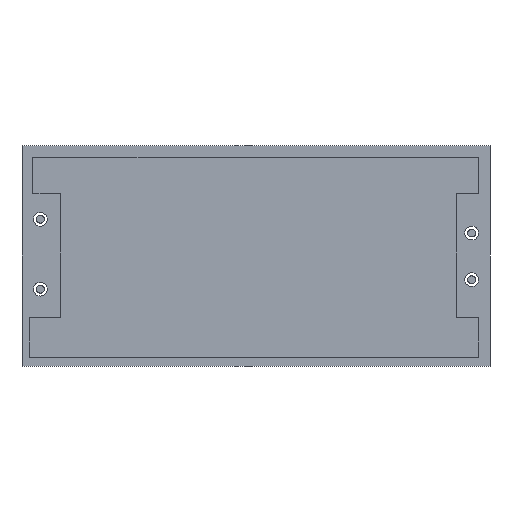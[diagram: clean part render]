
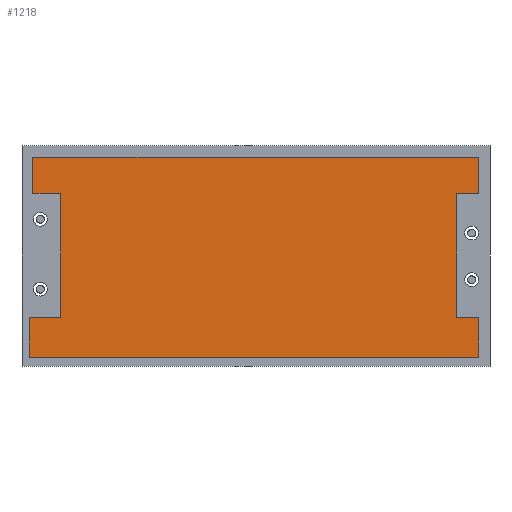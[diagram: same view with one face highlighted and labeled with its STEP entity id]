
A CAD part, front view. The second image highlights one B-rep face of the part: STEP entity #1218.
In plain terms, the highlighted planar face has unit normal (0, -1, 0).
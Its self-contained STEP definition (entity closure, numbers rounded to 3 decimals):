
#154 = CARTESIAN_POINT ( 'NONE',  ( 0., -2., -11.048 ) ) ;
#173 = EDGE_CURVE ( 'NONE', #6048, #2091, #3171, .T. ) ;
#214 = VERTEX_POINT ( 'NONE', #1668 ) ;
#424 = VERTEX_POINT ( 'NONE', #4340 ) ;
#452 = CARTESIAN_POINT ( 'NONE',  ( -24.326, -2., 6.797 ) ) ;
#457 = DIRECTION ( 'NONE',  ( 1., 0., 0. ) ) ;
#465 = EDGE_CURVE ( 'NONE', #2771, #2091, #1938, .T. ) ;
#504 = VECTOR ( 'NONE', #5348, 1000. ) ;
#521 = DIRECTION ( 'NONE',  ( 1., 0., 0. ) ) ;
#576 = DIRECTION ( 'NONE',  ( 0., 0., -1. ) ) ;
#639 = CARTESIAN_POINT ( 'NONE',  ( 0., -2., -6.692 ) ) ;
#701 = DIRECTION ( 'NONE',  ( 1., 0., 0. ) ) ;
#730 = VECTOR ( 'NONE', #457, 1000. ) ;
#766 = EDGE_CURVE ( 'NONE', #424, #3701, #2927, .T. ) ;
#799 = ORIENTED_EDGE ( 'NONE', *, *, #834, .T. ) ;
#804 = CARTESIAN_POINT ( 'NONE',  ( 0., -2., 10.785 ) ) ;
#834 = EDGE_CURVE ( 'NONE', #4372, #3761, #5431, .T. ) ;
#875 = DIRECTION ( 'NONE',  ( 0., 0., -1. ) ) ;
#883 = EDGE_LOOP ( 'NONE', ( #2521, #2254, #799, #5819, #2456, #4657, #4735, #6256, #2673, #3921, #3680, #1688 ) ) ;
#968 = CARTESIAN_POINT ( 'NONE',  ( -24.694, -2., 0. ) ) ;
#1030 = EDGE_CURVE ( 'NONE', #4372, #4354, #2394, .T. ) ;
#1053 = DIRECTION ( 'NONE',  ( 1., 0., 0. ) ) ;
#1154 = CARTESIAN_POINT ( 'NONE',  ( -21.282, -2., 6.797 ) ) ;
#1218 = ADVANCED_FACE ( 'NONE', ( #4651 ), #4474, .T. ) ;
#1429 = EDGE_CURVE ( 'NONE', #424, #214, #6267, .T. ) ;
#1528 = LINE ( 'NONE', #154, #3915 ) ;
#1584 = CARTESIAN_POINT ( 'NONE',  ( 0., -2., -6.692 ) ) ;
#1663 = CARTESIAN_POINT ( 'NONE',  ( -24.326, -2., 10.785 ) ) ;
#1668 = CARTESIAN_POINT ( 'NONE',  ( 24.274, -2., 6.797 ) ) ;
#1688 = ORIENTED_EDGE ( 'NONE', *, *, #1429, .T. ) ;
#1878 = DIRECTION ( 'NONE',  ( 1., 0., 0. ) ) ;
#1938 = LINE ( 'NONE', #6315, #5733 ) ;
#1947 = EDGE_CURVE ( 'NONE', #3701, #4711, #5882, .T. ) ;
#2091 = VERTEX_POINT ( 'NONE', #3621 ) ;
#2111 = CARTESIAN_POINT ( 'NONE',  ( 24.274, -2., -11.048 ) ) ;
#2254 = ORIENTED_EDGE ( 'NONE', *, *, #1030, .F. ) ;
#2354 = CARTESIAN_POINT ( 'NONE',  ( -24.694, -2., -11.048 ) ) ;
#2394 = LINE ( 'NONE', #804, #3863 ) ;
#2456 = ORIENTED_EDGE ( 'NONE', *, *, #465, .T. ) ;
#2521 = ORIENTED_EDGE ( 'NONE', *, *, #4909, .F. ) ;
#2549 = CARTESIAN_POINT ( 'NONE',  ( 21.859, -2., -6.692 ) ) ;
#2598 = CARTESIAN_POINT ( 'NONE',  ( 24.274, -2., 10.785 ) ) ;
#2673 = ORIENTED_EDGE ( 'NONE', *, *, #2973, .T. ) ;
#2689 = EDGE_CURVE ( 'NONE', #4918, #3655, #1528, .T. ) ;
#2771 = VERTEX_POINT ( 'NONE', #1154 ) ;
#2927 = LINE ( 'NONE', #4400, #6422 ) ;
#2930 = VECTOR ( 'NONE', #6371, 1000. ) ;
#2973 = EDGE_CURVE ( 'NONE', #3655, #4711, #5635, .T. ) ;
#3143 = VECTOR ( 'NONE', #3359, 1000. ) ;
#3171 = LINE ( 'NONE', #639, #4959 ) ;
#3359 = DIRECTION ( 'NONE',  ( 0., 0., 1. ) ) ;
#3596 = CARTESIAN_POINT ( 'NONE',  ( 24.274, -2., -6.692 ) ) ;
#3621 = CARTESIAN_POINT ( 'NONE',  ( -21.282, -2., -6.692 ) ) ;
#3655 = VERTEX_POINT ( 'NONE', #2111 ) ;
#3680 = ORIENTED_EDGE ( 'NONE', *, *, #766, .F. ) ;
#3687 = LINE ( 'NONE', #5357, #730 ) ;
#3701 = VERTEX_POINT ( 'NONE', #2549 ) ;
#3761 = VERTEX_POINT ( 'NONE', #452 ) ;
#3833 = DIRECTION ( 'NONE',  ( 0., 0., -1. ) ) ;
#3863 = VECTOR ( 'NONE', #1878, 1000. ) ;
#3915 = VECTOR ( 'NONE', #1053, 1000. ) ;
#3921 = ORIENTED_EDGE ( 'NONE', *, *, #1947, .F. ) ;
#3922 = DIRECTION ( 'NONE',  ( 0., 0., 1. ) ) ;
#3938 = LINE ( 'NONE', #968, #4958 ) ;
#4032 = CARTESIAN_POINT ( 'NONE',  ( -24.694, -2., -6.692 ) ) ;
#4096 = VECTOR ( 'NONE', #875, 1000. ) ;
#4340 = CARTESIAN_POINT ( 'NONE',  ( 21.859, -2., 6.797 ) ) ;
#4354 = VERTEX_POINT ( 'NONE', #2598 ) ;
#4372 = VERTEX_POINT ( 'NONE', #1663 ) ;
#4400 = CARTESIAN_POINT ( 'NONE',  ( 21.859, -2., 0. ) ) ;
#4471 = LINE ( 'NONE', #5319, #504 ) ;
#4474 = PLANE ( 'NONE',  #5791 ) ;
#4559 = VECTOR ( 'NONE', #521, 1000. ) ;
#4574 = EDGE_CURVE ( 'NONE', #3761, #2771, #3687, .T. ) ;
#4651 = FACE_OUTER_BOUND ( 'NONE', #883, .T. ) ;
#4657 = ORIENTED_EDGE ( 'NONE', *, *, #173, .F. ) ;
#4711 = VERTEX_POINT ( 'NONE', #3596 ) ;
#4735 = ORIENTED_EDGE ( 'NONE', *, *, #5034, .F. ) ;
#4905 = CARTESIAN_POINT ( 'NONE',  ( -24.326, -2., 0. ) ) ;
#4909 = EDGE_CURVE ( 'NONE', #4354, #214, #4471, .T. ) ;
#4918 = VERTEX_POINT ( 'NONE', #2354 ) ;
#4945 = DIRECTION ( 'NONE',  ( 0., 0., -1. ) ) ;
#4958 = VECTOR ( 'NONE', #3922, 1000. ) ;
#4959 = VECTOR ( 'NONE', #701, 1000. ) ;
#5003 = CARTESIAN_POINT ( 'NONE',  ( 0., -2., 0. ) ) ;
#5034 = EDGE_CURVE ( 'NONE', #4918, #6048, #3938, .T. ) ;
#5319 = CARTESIAN_POINT ( 'NONE',  ( 24.274, -2., 0. ) ) ;
#5348 = DIRECTION ( 'NONE',  ( 0., 0., -1. ) ) ;
#5355 = CARTESIAN_POINT ( 'NONE',  ( 0., -2., 6.797 ) ) ;
#5357 = CARTESIAN_POINT ( 'NONE',  ( 0., -2., 6.797 ) ) ;
#5431 = LINE ( 'NONE', #4905, #4096 ) ;
#5533 = DIRECTION ( 'NONE',  ( 0., -1., 0. ) ) ;
#5635 = LINE ( 'NONE', #5890, #3143 ) ;
#5733 = VECTOR ( 'NONE', #3833, 1000. ) ;
#5791 = AXIS2_PLACEMENT_3D ( 'NONE', #5003, #5533, #576 ) ;
#5819 = ORIENTED_EDGE ( 'NONE', *, *, #4574, .T. ) ;
#5882 = LINE ( 'NONE', #1584, #4559 ) ;
#5890 = CARTESIAN_POINT ( 'NONE',  ( 24.274, -2., 0. ) ) ;
#6048 = VERTEX_POINT ( 'NONE', #4032 ) ;
#6256 = ORIENTED_EDGE ( 'NONE', *, *, #2689, .T. ) ;
#6267 = LINE ( 'NONE', #5355, #2930 ) ;
#6315 = CARTESIAN_POINT ( 'NONE',  ( -21.282, -2., 0. ) ) ;
#6371 = DIRECTION ( 'NONE',  ( 1., 0., 0. ) ) ;
#6422 = VECTOR ( 'NONE', #4945, 1000. ) ;
